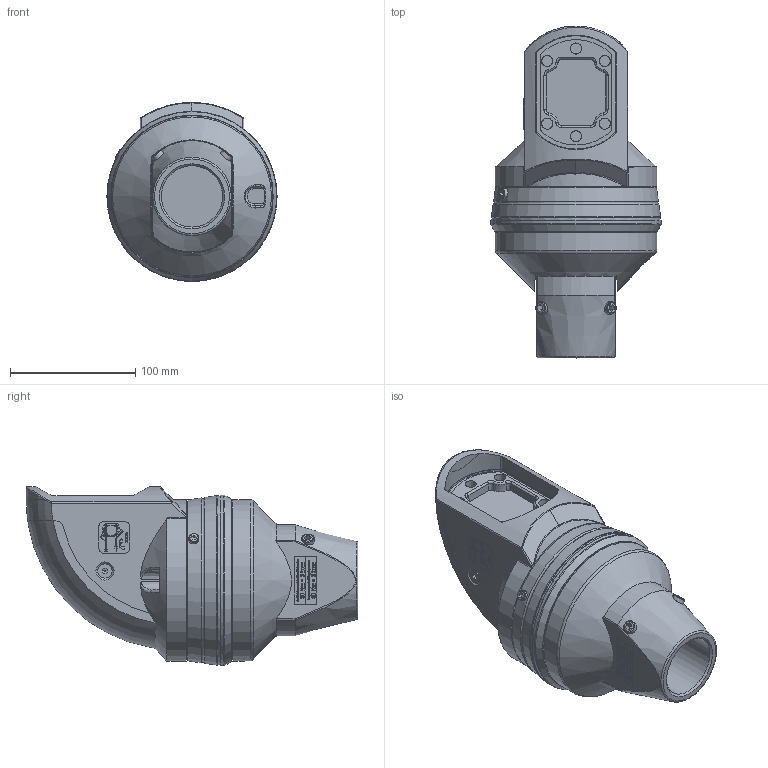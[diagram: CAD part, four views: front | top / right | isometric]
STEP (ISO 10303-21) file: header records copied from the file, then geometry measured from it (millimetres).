
FILE_DESCRIPTION (( 'STEP AP214' ), '1' );
FILE_NAME ('494775490_r.STEP', '2023-05-22T09:05:02', ( '' ), ( '' ), 'SwSTEP 2.0', 'SolidWorks 2020', '' );
FILE_SCHEMA (( 'AUTOMOTIVE_DESIGN' ));
Length unit declared in the file: millimetre
Products named in the file (1): 494775490_r
Bounding box: 136 x 265.07 x 143 mm (x, y, z)
Volume: 2021321.2 mm3; surface area: 147434 mm2
Topology: 1 solids, 1 shells, 1756 faces, 4716 edges, 3113 vertices
Faces by surface type: plane 969, bspline 584, cylinder 134, cone 42, torus 25, sphere 2
Full cylindrical faces by diameter (mm): 0.2 x20, 8 x1, 10 x2, 11.3 x2, 49 x1, 80 x1, 127 x1, 135 x1, 136 x1
Entity records: 100266 total; most frequent: CARTESIAN_POINT 41316, ORIENTED_EDGE 9254, DIRECTION 6071, EDGE_CURVE 4627, VERTEX_POINT 3089, VECTOR 3009, LINE 3009, EDGE_LOOP 1978
